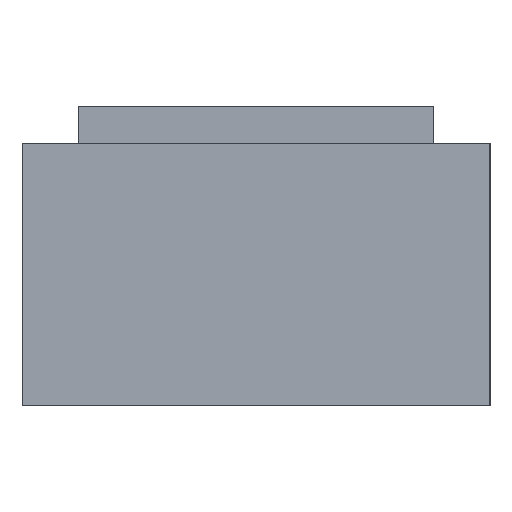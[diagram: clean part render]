
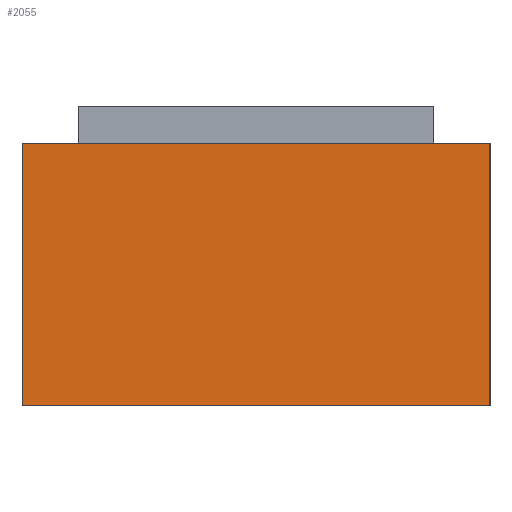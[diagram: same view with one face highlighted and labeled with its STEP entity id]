
A CAD part, left-side view. The second image highlights one B-rep face of the part: STEP entity #2055.
In plain terms, the highlighted planar face has unit normal (-1, 0, 0).
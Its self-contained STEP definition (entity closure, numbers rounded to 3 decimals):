
#209=FACE_OUTER_BOUND('',#356,.T.);
#356=EDGE_LOOP('',(#1855,#1856,#1857,#1858));
#575=LINE('',#3201,#827);
#603=LINE('',#3257,#855);
#609=LINE('',#3268,#861);
#610=LINE('',#3270,#862);
#827=VECTOR('',#2638,10.);
#855=VECTOR('',#2692,10.);
#861=VECTOR('',#2702,10.);
#862=VECTOR('',#2705,10.);
#1027=VERTEX_POINT('',#3199);
#1028=VERTEX_POINT('',#3200);
#1043=VERTEX_POINT('',#3256);
#1046=VERTEX_POINT('',#3266);
#1287=EDGE_CURVE('',#1027,#1028,#575,.T.);
#1315=EDGE_CURVE('',#1043,#1028,#603,.T.);
#1321=EDGE_CURVE('',#1027,#1046,#609,.T.);
#1322=EDGE_CURVE('',#1043,#1046,#610,.T.);
#1855=ORIENTED_EDGE('',*,*,#1321,.T.);
#1856=ORIENTED_EDGE('',*,*,#1322,.F.);
#1857=ORIENTED_EDGE('',*,*,#1315,.T.);
#1858=ORIENTED_EDGE('',*,*,#1287,.F.);
#1958=PLANE('',#2204);
#2055=ADVANCED_FACE('',(#209),#1958,.T.);
#2204=AXIS2_PLACEMENT_3D('',#3269,#2703,#2704);
#2638=DIRECTION('',(0.,1.,0.));
#2692=DIRECTION('',(0.,0.,-1.));
#2702=DIRECTION('',(0.,0.,1.));
#2703=DIRECTION('center_axis',(-1.,0.,0.));
#2704=DIRECTION('ref_axis',(0.,-1.,0.));
#2705=DIRECTION('',(0.,-1.,0.));
#3199=CARTESIAN_POINT('',(-8.25,-6.25,-1.));
#3200=CARTESIAN_POINT('',(-8.25,6.25,-1.));
#3201=CARTESIAN_POINT('',(-8.25,6.25,-1.));
#3256=CARTESIAN_POINT('',(-8.25,6.25,6.));
#3257=CARTESIAN_POINT('',(-8.25,6.25,0.));
#3266=CARTESIAN_POINT('',(-8.25,-6.25,6.));
#3268=CARTESIAN_POINT('',(-8.25,-6.25,0.));
#3269=CARTESIAN_POINT('Origin',(-8.25,6.25,0.));
#3270=CARTESIAN_POINT('',(-8.25,6.25,6.));
